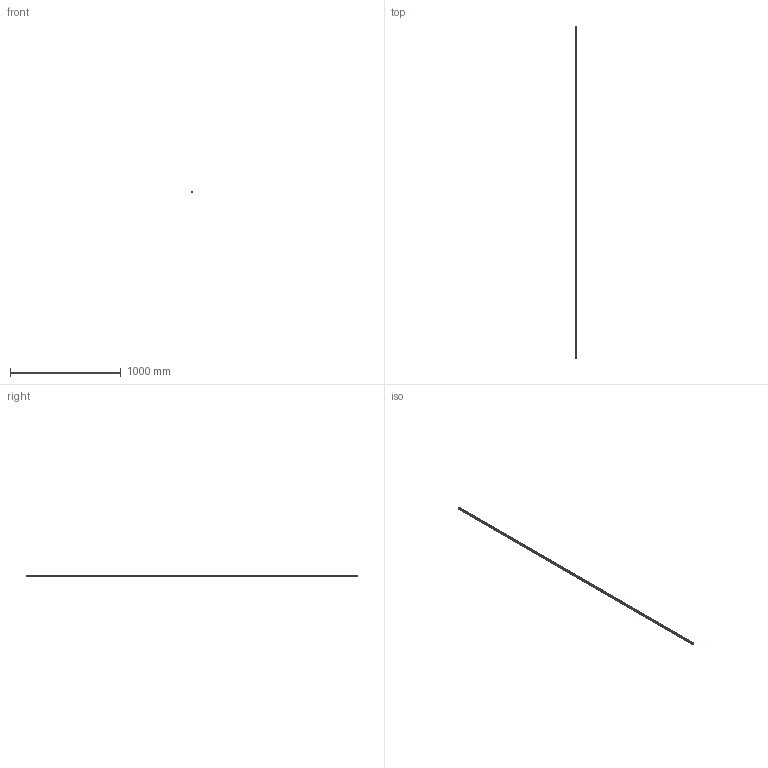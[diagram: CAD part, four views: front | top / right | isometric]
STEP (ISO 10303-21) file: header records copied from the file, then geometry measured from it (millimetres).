
FILE_DESCRIPTION(/* description */ (''),/* implementation_level */ '2;1');
FILE_NAME(/* name */ 'R100-NTRH15L-001.stp',/* time_stamp */ '2018-04-05T09:35:05+02:00',/* author */ ('JvDrunen'),/* organization */ (''),/* preprocessor_version */ 'ST-DEVELOPER v16.5',/* originating_system */ 'Autodesk Inventor 2017',/* authorisation */ '');
FILE_SCHEMA (('AUTOMOTIVE_DESIGN { 1 0 10303 214 3 1 1 }'));
Length unit declared in the file: millimetre
Products named in the file (1): Q100084
Bounding box: 15 x 3000 x 15 mm (x, y, z)
Volume: 546582.9 mm3; surface area: 200388.3 mm2
Topology: 1 solids, 1 shells, 170 faces, 354 edges, 236 vertices
Faces by surface type: cylinder 104, plane 66
Full cylindrical faces by diameter (mm): 4.5 x50, 7.5 x50
Entity records: 4356 total; most frequent: DIRECTION 804, CARTESIAN_POINT 661, ORIENTED_EDGE 508, EDGE_LOOP 420, AXIS2_PLACEMENT_3D 379, EDGE_CURVE 254, FACE_BOUND 250, VERTEX_POINT 236
